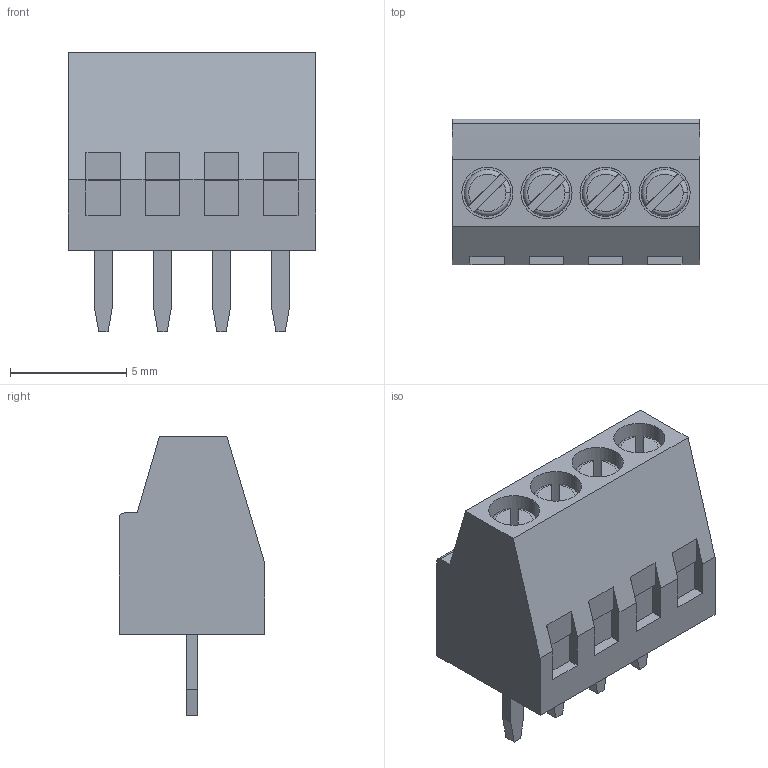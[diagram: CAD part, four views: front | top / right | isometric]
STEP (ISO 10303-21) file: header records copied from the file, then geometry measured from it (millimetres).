
FILE_DESCRIPTION (( 'STEP AP214' ), '1' );
FILE_NAME ('CONN-TH_DB125-2.54-4P-GN.step', '2024-04-15T01:48:43', ( '' ), ( '' ), 'SwSTEP 2.0', 'SolidWorks 2020', '' );
FILE_SCHEMA (( 'AUTOMOTIVE_DESIGN' ));
Length unit declared in the file: millimetre
Products named in the file (1): CONN-TH_DB125-2.54-4P-GN
Bounding box: 10.64 x 6.27 x 12 mm (x, y, z)
Volume: 361.5 mm3; surface area: 1007.7 mm2
Topology: 2 solids, 2 shells, 713 faces, 2031 edges, 1346 vertices
Faces by surface type: plane 562, bspline 98, cylinder 41, torus 12
Entity records: 31360 total; most frequent: CARTESIAN_POINT 5489, ORIENTED_EDGE 4062, DIRECTION 3181, EDGE_CURVE 2031, LINE 1673, VECTOR 1673, VERTEX_POINT 1346, AXIS2_PLACEMENT_3D 754
